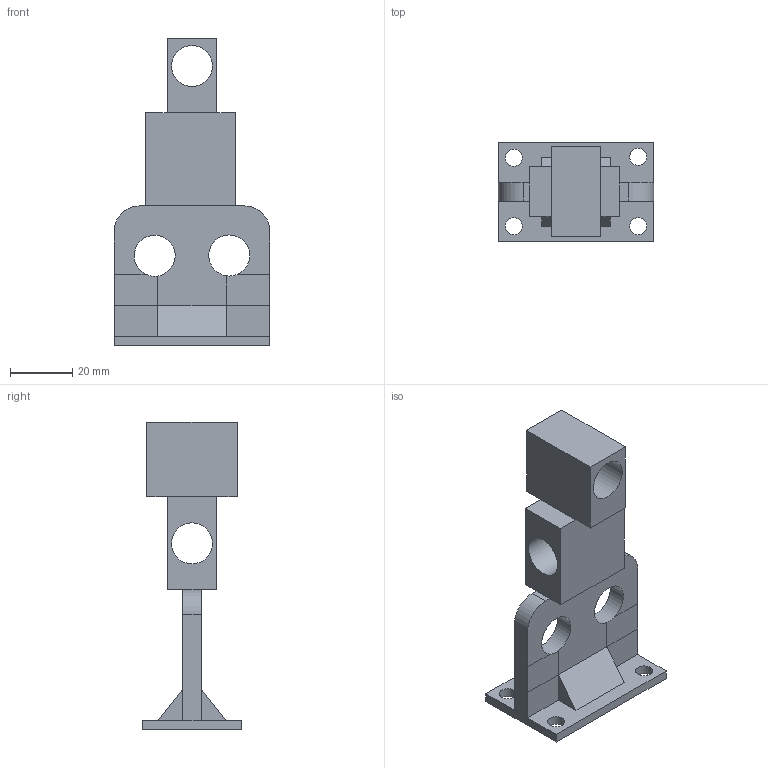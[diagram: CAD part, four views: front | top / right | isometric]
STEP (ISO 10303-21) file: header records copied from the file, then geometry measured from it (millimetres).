
FILE_DESCRIPTION(('FreeCAD Model'),'2;1');
FILE_NAME('LimitSwitchHolder_y-axis_chainholder.step','2019-02-05T13:01:59' ,('Author'),(''),'Open CASCADE STEP processor 7.3','FreeCAD','Unknown' );
FILE_SCHEMA(('AUTOMOTIVE_DESIGN { 1 0 10303 214 1 1 1 1 }'));
Length unit declared in the file: millimetre
Products named in the file (1): Fillet001
Bounding box: 50 x 32 x 99 mm (x, y, z)
Volume: 34187.8 mm3; surface area: 15912.7 mm2
Topology: 1 solids, 1 shells, 52 faces, 142 edges, 88 vertices
Faces by surface type: plane 42, cylinder 10
Full cylindrical faces by diameter (mm): 5.5 x4, 13.2 x4
Entity records: 3555 total; most frequent: CARTESIAN_POINT 687, DIRECTION 530, LINE 358, VECTOR 358, ORIENTED_EDGE 284, PCURVE 284, DEFINITIONAL_REPRESENTATION 284, EDGE_CURVE 142
